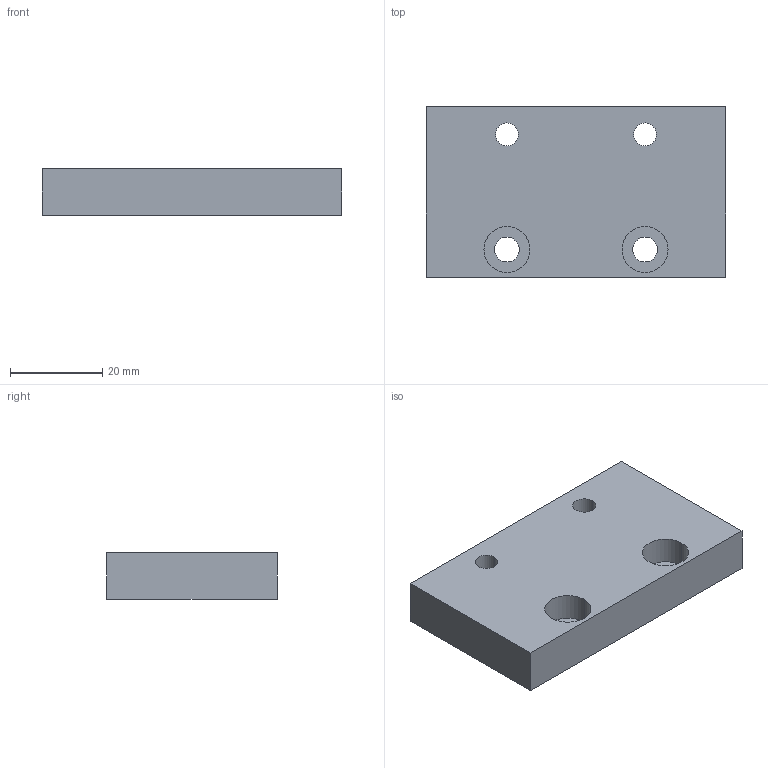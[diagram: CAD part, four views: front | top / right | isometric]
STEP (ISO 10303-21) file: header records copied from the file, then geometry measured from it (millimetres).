
FILE_DESCRIPTION((''),'2;1');
FILE_NAME('PRT0001_SW0001','2012-02-21T',('dhelisch'),(''),'PRO/ENGINEER BY PARAMETRIC TECHNOLOGY CORPORATION, 2007250','PRO/ENGINEER BY PARAMETRIC TECHNOLOGY CORPORATION, 2007250','');
FILE_SCHEMA(('CONFIG_CONTROL_DESIGN'));
Length unit declared in the file: millimetre
Products named in the file (1): PRT0001_SW0001
Bounding box: 65 x 37 x 10 mm (x, y, z)
Surface area: 7506.7 mm2 (no closed solid volume)
Topology: 0 solids, 1 shells, 20 faces, 48 edges, 32 vertices
Faces by surface type: cylinder 12, plane 8
Entity records: 863 total; most frequent: DIRECTION 112, CARTESIAN_POINT 100, ORIENTED_EDGE 96, COLOUR_RGB 65, EDGE_CURVE 48, AXIS2_PLACEMENT_3D 44, VERTEX_POINT 32, EDGE_LOOP 30
